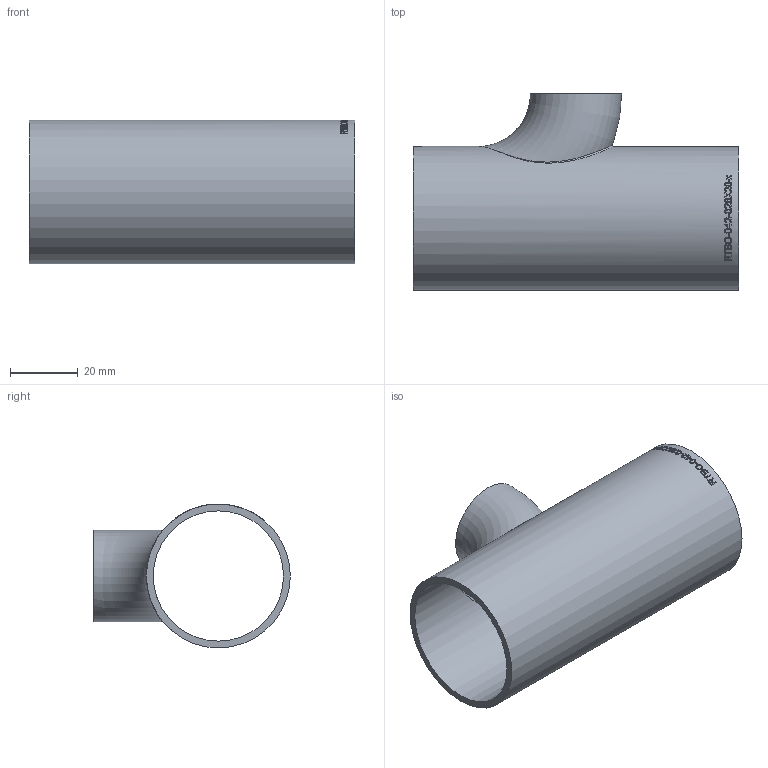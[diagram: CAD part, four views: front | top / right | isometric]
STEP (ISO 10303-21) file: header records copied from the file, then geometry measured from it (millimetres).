
FILE_DESCRIPTION (( 'STEP AP214' ), '1' );
FILE_NAME ('RTBO-042-026X20-x T-Bogen reduziert 2005.STEP', '2020-05-26T09:29:12', ( '' ), ( '' ), 'SwSTEP 2.0', 'SolidWorks 2019', '' );
FILE_SCHEMA (( 'AUTOMOTIVE_DESIGN' ));
Length unit declared in the file: millimetre
Products named in the file (1): RTBO-042-026X20-x T-Bogen reduziert 2005
Bounding box: 96 x 57.94 x 42.4 mm (x, y, z)
Volume: 26345.3 mm3; surface area: 26879.8 mm2
Topology: 1 solids, 1 shells, 231 faces, 608 edges, 406 vertices
Faces by surface type: bspline 131, plane 70, cylinder 28, torus 2
Full cylindrical faces by diameter (mm): 38.4 x1, 42.4 x1
Entity records: 25017 total; most frequent: CARTESIAN_POINT 18077, ORIENTED_EDGE 1196, EDGE_CURVE 598, DIRECTION 480, B_SPLINE_CURVE_WITH_KNOTS 410, VERTEX_POINT 402, EDGE_LOOP 268, FACE_OUTER_BOUND 237
